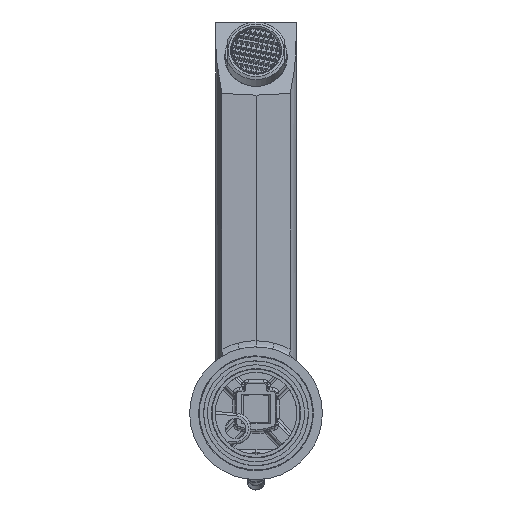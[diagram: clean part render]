
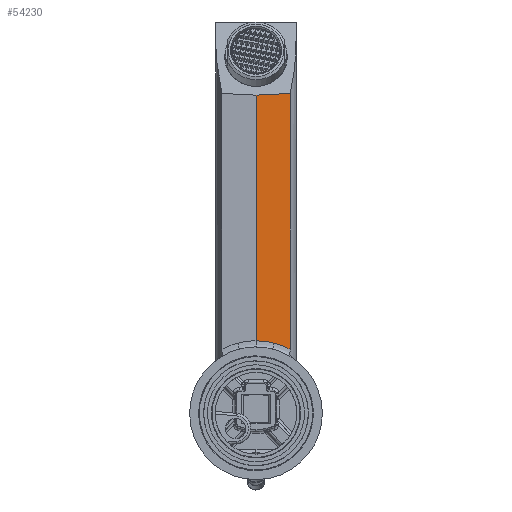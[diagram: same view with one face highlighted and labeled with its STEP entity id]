
A CAD part, front view. The second image highlights one B-rep face of the part: STEP entity #54230.
In plain terms, the highlighted planar face has unit normal (0.018, -1, 0).
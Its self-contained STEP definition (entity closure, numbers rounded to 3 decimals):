
#1351 = CARTESIAN_POINT ( 'NONE',  ( -0.02, 243.875, -179.19 ) ) ;
#1531 = EDGE_CURVE ( 'NONE', #51921, #14477, #27713, .T. ) ;
#2792 = ORIENTED_EDGE ( 'NONE', *, *, #1531, .F. ) ;
#3038 = EDGE_LOOP ( 'NONE', ( #45023, #21339, #6626, #2792, #21976 ) ) ;
#5015 = CARTESIAN_POINT ( 'NONE',  ( 2.432, 243.918, -171.632 ) ) ;
#6626 = ORIENTED_EDGE ( 'NONE', *, *, #18631, .F. ) ;
#6984 = B_SPLINE_CURVE_WITH_KNOTS ( 'NONE', 3,
 ( #15010, #10831, #52763, #31916 ),
 .UNSPECIFIED., .F., .F.,
 ( 4, 4 ),
 ( 0., 1. ),
 .UNSPECIFIED. ) ;
#10831 = CARTESIAN_POINT ( 'NONE',  ( 0., 243.875, -139.53 ) ) ;
#13214 = EDGE_CURVE ( 'NONE', #32850, #51921, #6984, .T. ) ;
#13599 = CARTESIAN_POINT ( 'NONE',  ( 7.163, 244., -172.564 ) ) ;
#14477 = VERTEX_POINT ( 'NONE', #53410 ) ;
#15010 = CARTESIAN_POINT ( 'NONE',  ( 0., 243.875, -171.625 ) ) ;
#17143 = CARTESIAN_POINT ( 'NONE',  ( 0., 243.875, -171.625 ) ) ;
#17765 = CARTESIAN_POINT ( 'NONE',  ( 4.82, 243.959, -171.945 ) ) ;
#18631 = EDGE_CURVE ( 'NONE', #14477, #40666, #33458, .T. ) ;
#19941 = DIRECTION ( 'NONE',  ( 0., 0., -1. ) ) ;
#20447 = EDGE_CURVE ( 'NONE', #24225, #40666, #53490, .T. ) ;
#21232 = CARTESIAN_POINT ( 'NONE',  ( 13.363, 244.108, -179.19 ) ) ;
#21339 = ORIENTED_EDGE ( 'NONE', *, *, #20447, .T. ) ;
#21460 = CARTESIAN_POINT ( 'NONE',  ( 13.363, 244.113, -175.007 ) ) ;
#21976 = ORIENTED_EDGE ( 'NONE', *, *, #13214, .F. ) ;
#22459 = DIRECTION ( 'NONE',  ( 0.999, 0.017, 0.048 ) ) ;
#23433 = DIRECTION ( 'NONE',  ( -0.017, 1., 0. ) ) ;
#23723 = FACE_OUTER_BOUND ( 'NONE', #3038, .T. ) ;
#24225 = VERTEX_POINT ( 'NONE', #44487 ) ;
#26629 = CARTESIAN_POINT ( 'NONE',  ( 0., 243.875, -75.341 ) ) ;
#27713 = LINE ( 'NONE', #26629, #54065 ) ;
#28411 = CARTESIAN_POINT ( 'NONE',  ( 9.322, 244.038, -173.132 ) ) ;
#28488 = EDGE_CURVE ( 'NONE', #32850, #24225, #51615, .T. ) ;
#31010 = PLANE ( 'NONE',  #35175 ) ;
#31916 = CARTESIAN_POINT ( 'NONE',  ( 0., 243.875, -75.341 ) ) ;
#32850 = VERTEX_POINT ( 'NONE', #17143 ) ;
#33458 = LINE ( 'NONE', #21232, #44100 ) ;
#35175 = AXIS2_PLACEMENT_3D ( 'NONE', #1351, #23433, #40671 ) ;
#37284 = CARTESIAN_POINT ( 'NONE',  ( 11.389, 244.074, -173.946 ) ) ;
#40666 = VERTEX_POINT ( 'NONE', #21460 ) ;
#40671 = DIRECTION ( 'NONE',  ( -1., -0.017, 0. ) ) ;
#44100 = VECTOR ( 'NONE', #19941, 1000. ) ;
#44487 = CARTESIAN_POINT ( 'NONE',  ( 7.163, 244., -172.564 ) ) ;
#45023 = ORIENTED_EDGE ( 'NONE', *, *, #28488, .T. ) ;
#45326 = CARTESIAN_POINT ( 'NONE',  ( 0., 243.875, -75.341 ) ) ;
#47193 = CARTESIAN_POINT ( 'NONE',  ( 0., 243.875, -171.625 ) ) ;
#51615 = B_SPLINE_CURVE_WITH_KNOTS ( 'NONE', 3,
 ( #47193, #5015, #17765, #13599 ),
 .UNSPECIFIED., .F., .F.,
 ( 4, 4 ),
 ( 0., 1. ),
 .UNSPECIFIED. ) ;
#51921 = VERTEX_POINT ( 'NONE', #45326 ) ;
#52763 = CARTESIAN_POINT ( 'NONE',  ( 0., 243.875, -107.436 ) ) ;
#53410 = CARTESIAN_POINT ( 'NONE',  ( 13.363, 244.108, -74.7 ) ) ;
#53490 = B_SPLINE_CURVE_WITH_KNOTS ( 'NONE', 3,
 ( #54503, #28411, #37284, #54783 ),
 .UNSPECIFIED., .F., .F.,
 ( 4, 4 ),
 ( 0., 1. ),
 .UNSPECIFIED. ) ;
#54065 = VECTOR ( 'NONE', #22459, 1000. ) ;
#54230 = ADVANCED_FACE ( 'NONE', ( #23723 ), #31010, .F. ) ;
#54503 = CARTESIAN_POINT ( 'NONE',  ( 7.163, 244., -172.564 ) ) ;
#54783 = CARTESIAN_POINT ( 'NONE',  ( 13.363, 244.113, -175.007 ) ) ;
